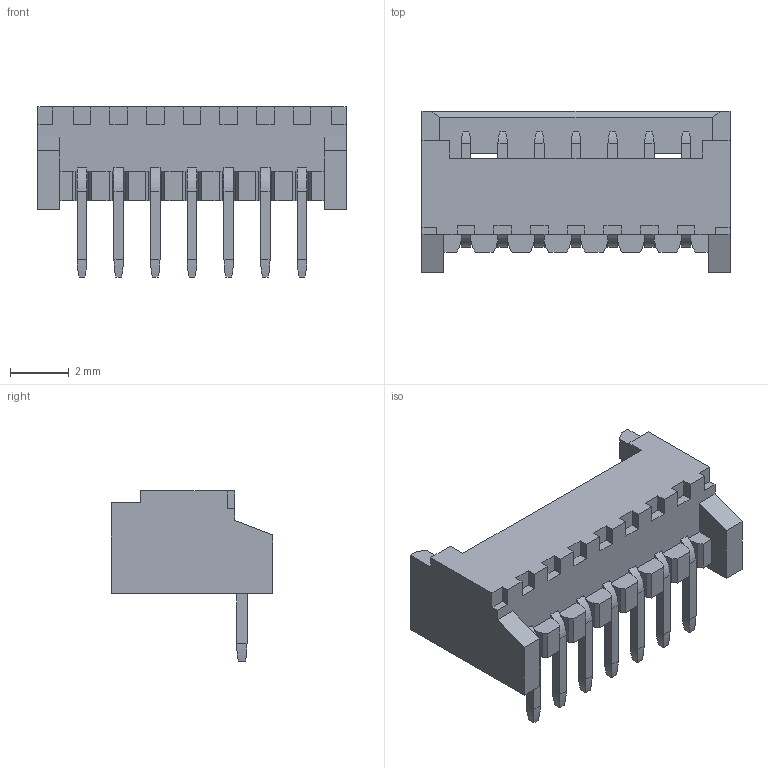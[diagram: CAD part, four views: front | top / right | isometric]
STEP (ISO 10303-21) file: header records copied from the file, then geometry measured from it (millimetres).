
FILE_DESCRIPTION((''),'2;1');
FILE_NAME('530480710','2019-04-30T',('gga'),(''),'PRO/ENGINEER BY PARAMETRIC TECHNOLOGY CORPORATION, 2016010','PRO/ENGINEER BY PARAMETRIC TECHNOLOGY CORPORATION, 2016010','');
FILE_SCHEMA(('CONFIG_CONTROL_DESIGN'));
Length unit declared in the file: millimetre
Products named in the file (1): 530480710
Bounding box: 10.5 x 5.5 x 5.8 mm (x, y, z)
Volume: 80.8 mm3; surface area: 311.2 mm2
Topology: 1 solids, 1 shells, 261 faces, 708 edges, 456 vertices
Faces by surface type: plane 198, bspline 56, cylinder 7
Entity records: 9426 total; most frequent: CARTESIAN_POINT 3092, ORIENTED_EDGE 1388, DIRECTION 1092, EDGE_CURVE 694, VECTOR 624, LINE 624, VERTEX_POINT 442, EDGE_LOOP 272
